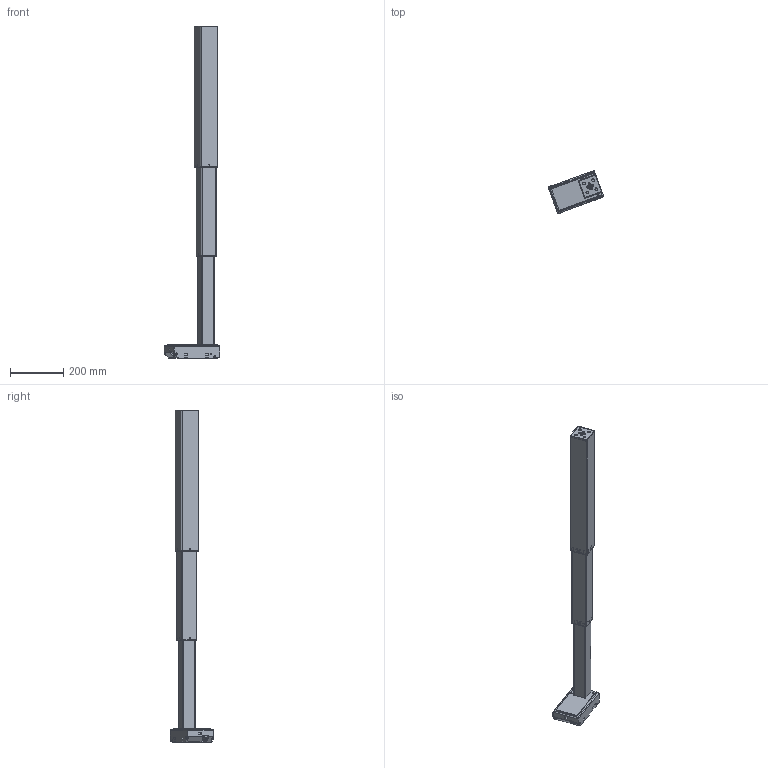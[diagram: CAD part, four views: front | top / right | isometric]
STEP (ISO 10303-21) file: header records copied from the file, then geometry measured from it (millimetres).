
FILE_DESCRIPTION (( 'STEP AP203' ), '1' );
FILE_NAME ('TL4_1.STEP', '2015-03-23T09:07:32', ( '' ), ( '' ), 'SwSTEP 2.0', 'SolidWorks 2010', '' );
FILE_SCHEMA (( 'CONFIG_CONTROL_DESIGN' ));
Length unit declared in the file: millimetre
Products named in the file (8): TL4_1; 32309-0201-524-中層管; 32309-0101-526-外層管烤漆; 33105-025-中管防擺環; 33105-024-外?防擺環; 31605-395-塑膠上蓋; 32309-0301-560-內層管烤漆; M4無頭內六角
Assembly tree (11 placements, depth 2):
  TL4_1
    32309-0101-526-外層管烤漆
    32309-0201-524-中層管
    M4無頭內六角  x5
    33105-025-中管防擺環
    32309-0301-560-內層管烤漆
    31605-395-塑膠上蓋
    33105-024-外?防擺環
Bounding box: 207.59 x 160.97 x 1242 mm (x, y, z)
Volume: 986313.5 mm3; surface area: 872675.7 mm2
Topology: 11 solids, 11 shells, 1844 faces, 4622 edges, 2730 vertices
Faces by surface type: plane 698, cylinder 676, bspline 192, torus 130, sphere 115, cone 33
Full cylindrical faces by diameter (mm): 2.2 x2, 3.2 x6, 4 x8, 5 x22, 5.2 x4, 6 x2, 7 x2, 8 x9, 10 x4, 12.2 x1
Entity records: 59155 total; most frequent: CARTESIAN_POINT 17871, ORIENTED_EDGE 8488, DIRECTION 8126, EDGE_CURVE 4244, AXIS2_PLACEMENT_3D 2876, VERTEX_POINT 2604, VECTOR 2374, LINE 2374
